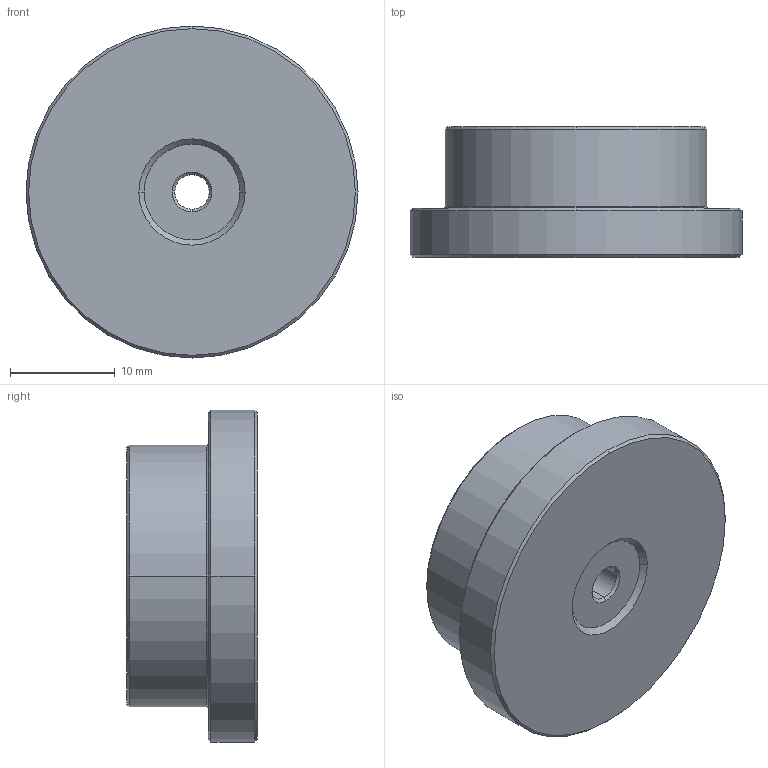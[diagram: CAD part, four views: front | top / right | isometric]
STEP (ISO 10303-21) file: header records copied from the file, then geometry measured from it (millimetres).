
FILE_DESCRIPTION(('FreeCAD Model'),'2;1');
FILE_NAME('Open CASCADE Shape Model','2023-10-11T14:17:06',('Author'),( ''),'Open CASCADE STEP processor 7.6','FreeCAD','Unknown');
FILE_SCHEMA(('AUTOMOTIVE_DESIGN { 1 0 10303 214 1 1 1 1 }'));
Length unit declared in the file: millimetre
Products named in the file (1): 20430-E0W
Bounding box: 31.75 x 12.5 x 31.75 mm (x, y, z)
Volume: 7366.3 mm3; surface area: 2736.2 mm2
Topology: 1 solids, 1 shells, 32 faces, 70 edges, 44 vertices
Faces by surface type: cone 18, cylinder 6, plane 6, torus 2
Entity records: 2094 total; most frequent: CARTESIAN_POINT 359, DIRECTION 310, ORIENTED_EDGE 140, LINE 140, VECTOR 140, PCURVE 140, DEFINITIONAL_REPRESENTATION 140, AXIS2_PLACEMENT_3D 79
